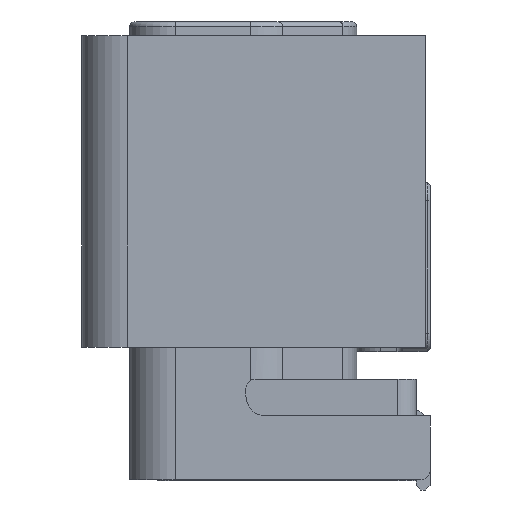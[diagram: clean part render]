
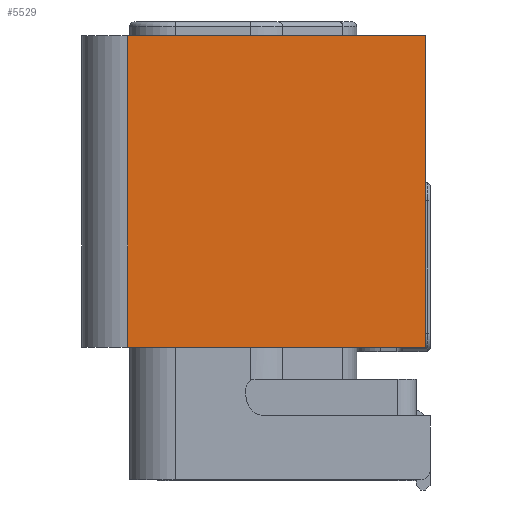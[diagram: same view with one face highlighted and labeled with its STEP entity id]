
A CAD part, left-side view. The second image highlights one B-rep face of the part: STEP entity #5529.
In plain terms, the highlighted planar face has unit normal (-1, 0, 0).
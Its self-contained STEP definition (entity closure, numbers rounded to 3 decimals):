
#156=DIRECTION('',(0.,-1.,0.));
#157=VECTOR('',#156,3.25);
#158=CARTESIAN_POINT('',(-4.1,1.26,-0.15));
#159=LINE('',#158,#157);
#218=DIRECTION('',(0.,0.,-1.));
#219=VECTOR('',#218,3.4);
#220=CARTESIAN_POINT('',(-4.1,1.26,-0.15));
#221=LINE('',#220,#219);
#235=DIRECTION('',(0.,0.,-1.));
#236=VECTOR('',#235,3.4);
#237=CARTESIAN_POINT('',(-4.1,-1.99,-0.15));
#238=LINE('',#237,#236);
#2610=DIRECTION('',(0.,-1.,0.));
#2611=VECTOR('',#2610,3.25);
#2612=CARTESIAN_POINT('',(-4.1,1.26,-3.55));
#2613=LINE('',#2612,#2611);
#4241=CARTESIAN_POINT('',(-4.1,1.26,-0.15));
#4243=VERTEX_POINT('',#4241);
#4244=CARTESIAN_POINT('',(-4.1,-1.99,-0.15));
#4245=VERTEX_POINT('',#4244);
#4253=CARTESIAN_POINT('',(-4.1,1.26,-3.55));
#4255=VERTEX_POINT('',#4253);
#4256=CARTESIAN_POINT('',(-4.1,-1.99,-3.55));
#4257=VERTEX_POINT('',#4256);
#5516=CARTESIAN_POINT('',(-4.1,1.26,-0.15));
#5517=DIRECTION('',(-1.,0.,0.));
#5518=DIRECTION('',(0.,-1.,0.));
#5519=AXIS2_PLACEMENT_3D('',#5516,#5517,#5518);
#5520=PLANE('',#5519);
#5521=ORIENTED_EDGE('',*,*,#5470,.T.);
#5523=ORIENTED_EDGE('',*,*,#5522,.T.);
#5525=ORIENTED_EDGE('',*,*,#5524,.F.);
#5526=ORIENTED_EDGE('',*,*,#5507,.F.);
#5527=EDGE_LOOP('',(#5521,#5523,#5525,#5526));
#5528=FACE_OUTER_BOUND('',#5527,.F.);
#5470=EDGE_CURVE('',#4243,#4245,#159,.T.);
#5507=EDGE_CURVE('',#4243,#4255,#221,.T.);
#5522=EDGE_CURVE('',#4245,#4257,#238,.T.);
#5524=EDGE_CURVE('',#4255,#4257,#2613,.T.);
#5529=ADVANCED_FACE('',(#5528),#5520,.T.);
